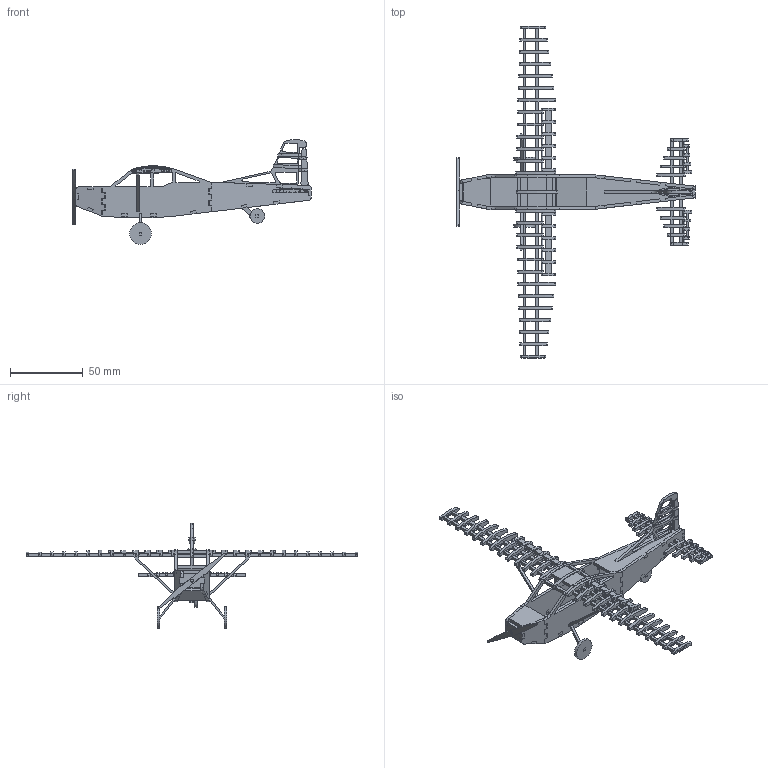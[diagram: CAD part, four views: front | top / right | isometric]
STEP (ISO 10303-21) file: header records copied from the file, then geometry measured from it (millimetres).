
FILE_DESCRIPTION(/* description */ ('STEP AP242','CAx-IF Rec.Pracs.---Representation and Presentation of Product Manufacturing Information (PMI)---4.0---2014-10-13','CAx-IF Rec.Pracs.---3D Tessellated Geometry---0.4---2014-09-14','2;1'),/* implementation_level */ '2;1');
FILE_NAME(/* name */ '66bae733a4c6e70a54383cad',/* time_stamp */ '2024-08-13T04:55:17Z',/* author */ (''),/* organization */ (''),/* preprocessor_version */ 'ST-DEVELOPER v20',/* originating_system */ ' ',/* authorisation */ ' ');
FILE_SCHEMA (('AP242_MANAGED_MODEL_BASED_3D_ENGINEERING_MIM_LF { 1 0 10303 442 1 1 4 }'));
Length unit declared in the file: metre
Products named in the file (105): Part 1; Part 2; Part 3; Part 4; Part 5; Part 7; Part 8; Part 9; Part 10; Part 11; Part 12; Part 13; Part 14; Part 15; Part 16; Part 17; Part 18; Part 19; Part 20; Part 21; Part 22; Part 23; Part 24; Part 25; Part 26; Part 27; Part 28; Part 29; Part 30; Part 31; Part 32; Part 33; Part 34; Part 35; Part 36; Part 37; Part 38; Part 39; Part 40; Part 41 ...
Bounding box: 163.9 x 228 x 72.14 mm (x, y, z)
Volume: 31313.2 mm3; surface area: 47547.5 mm2
Topology: 105 solids, 105 shells, 1923 faces, 5133 edges, 3422 vertices
Faces by surface type: plane 1453, cylinder 470
Full cylindrical faces by diameter (mm): 1 x46, 2 x2, 10 x1, 15 x2
Entity records: 62369 total; most frequent: CARTESIAN_POINT 10524, ORIENTED_EDGE 10156, DIRECTION 10078, EDGE_CURVE 5078, LINE 4134, VECTOR 4134, VERTEX_POINT 3418, AXIS2_PLACEMENT_3D 2972
